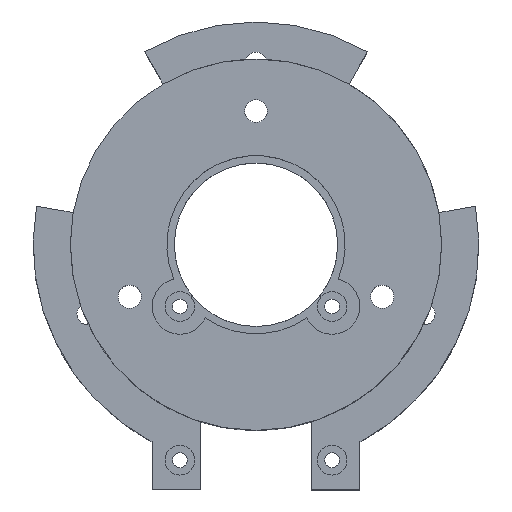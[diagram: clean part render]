
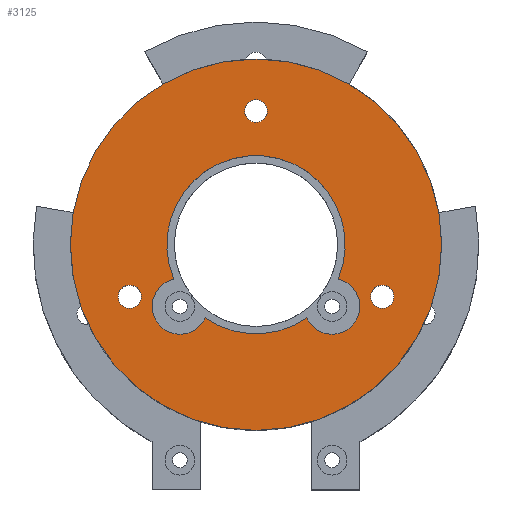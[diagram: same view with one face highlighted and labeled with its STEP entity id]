
A CAD part, top view. The second image highlights one B-rep face of the part: STEP entity #3125.
In plain terms, the highlighted planar face has unit normal (0, 0, 1).
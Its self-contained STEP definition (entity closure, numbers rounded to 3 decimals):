
#262=FACE_BOUND('',#1050,.T.);
#263=FACE_BOUND('',#1051,.T.);
#264=FACE_BOUND('',#1052,.T.);
#265=FACE_BOUND('',#1053,.T.);
#872=FACE_OUTER_BOUND('',#1049,.T.);
#1049=EDGE_LOOP('',(#2641));
#1050=EDGE_LOOP('',(#2642,#2643,#2644,#2645));
#1051=EDGE_LOOP('',(#2646));
#1052=EDGE_LOOP('',(#2647));
#1053=EDGE_LOOP('',(#2648));
#1149=CIRCLE('',#3211,25.);
#1170=CIRCLE('',#3266,3.75);
#1172=CIRCLE('',#3269,3.75);
#1175=CIRCLE('',#3273,12.);
#1176=CIRCLE('',#3275,12.);
#1177=CIRCLE('',#3276,1.55);
#1178=CIRCLE('',#3277,1.55);
#1179=CIRCLE('',#3278,1.55);
#1251=VERTEX_POINT('',#4085);
#1470=VERTEX_POINT('',#5831);
#1471=VERTEX_POINT('',#5832);
#1474=VERTEX_POINT('',#5840);
#1475=VERTEX_POINT('',#5841);
#1478=VERTEX_POINT('',#5853);
#1479=VERTEX_POINT('',#5855);
#1480=VERTEX_POINT('',#5857);
#1568=EDGE_CURVE('',#1251,#1251,#1149,.T.);
#1882=EDGE_CURVE('',#1470,#1471,#1170,.T.);
#1886=EDGE_CURVE('',#1474,#1475,#1172,.T.);
#1891=EDGE_CURVE('',#1471,#1474,#1175,.T.);
#1892=EDGE_CURVE('',#1475,#1470,#1176,.T.);
#1893=EDGE_CURVE('',#1478,#1478,#1177,.T.);
#1894=EDGE_CURVE('',#1479,#1479,#1178,.T.);
#1895=EDGE_CURVE('',#1480,#1480,#1179,.T.);
#2641=ORIENTED_EDGE('',*,*,#1568,.F.);
#2642=ORIENTED_EDGE('',*,*,#1882,.T.);
#2643=ORIENTED_EDGE('',*,*,#1891,.T.);
#2644=ORIENTED_EDGE('',*,*,#1886,.T.);
#2645=ORIENTED_EDGE('',*,*,#1892,.T.);
#2646=ORIENTED_EDGE('',*,*,#1893,.T.);
#2647=ORIENTED_EDGE('',*,*,#1894,.T.);
#2648=ORIENTED_EDGE('',*,*,#1895,.T.);
#2988=PLANE('',#3274);
#3125=ADVANCED_FACE('',(#872,#262,#263,#264,#265),#2988,.F.);
#3211=AXIS2_PLACEMENT_3D('',#4087,#3445,#3446);
#3266=AXIS2_PLACEMENT_3D('',#5833,#3716,#3717);
#3269=AXIS2_PLACEMENT_3D('',#5842,#3724,#3725);
#3273=AXIS2_PLACEMENT_3D('',#5850,#3734,#3735);
#3274=AXIS2_PLACEMENT_3D('',#5851,#3736,#3737);
#3275=AXIS2_PLACEMENT_3D('',#5852,#3738,#3739);
#3276=AXIS2_PLACEMENT_3D('',#5854,#3740,#3741);
#3277=AXIS2_PLACEMENT_3D('',#5856,#3742,#3743);
#3278=AXIS2_PLACEMENT_3D('',#5858,#3744,#3745);
#3445=DIRECTION('center_axis',(0.,0.,-1.));
#3446=DIRECTION('ref_axis',(-1.,0.,0.));
#3716=DIRECTION('center_axis',(0.,0.,-1.));
#3717=DIRECTION('ref_axis',(-1.,0.,0.));
#3724=DIRECTION('center_axis',(0.,0.,-1.));
#3725=DIRECTION('ref_axis',(-1.,0.,0.));
#3734=DIRECTION('center_axis',(0.,0.,-1.));
#3735=DIRECTION('ref_axis',(-1.,0.,0.));
#3736=DIRECTION('center_axis',(0.,0.,-1.));
#3737=DIRECTION('ref_axis',(-1.,0.,0.));
#3738=DIRECTION('center_axis',(0.,0.,-1.));
#3739=DIRECTION('ref_axis',(-1.,0.,0.));
#3740=DIRECTION('center_axis',(0.,0.,-1.));
#3741=DIRECTION('ref_axis',(1.,0.,0.));
#3742=DIRECTION('center_axis',(0.,0.,-1.));
#3743=DIRECTION('ref_axis',(1.,0.,0.));
#3744=DIRECTION('center_axis',(0.,0.,-1.));
#3745=DIRECTION('ref_axis',(1.,0.,0.));
#4085=CARTESIAN_POINT('',(25.,0.,-11.));
#4087=CARTESIAN_POINT('Origin',(0.,0.,-11.));
#5831=CARTESIAN_POINT('',(4.64,11.067,-11.));
#5832=CARTESIAN_POINT('',(9.86,6.84,-11.));
#5833=CARTESIAN_POINT('Origin',(8.3,10.25,-11.));
#5840=CARTESIAN_POINT('',(9.86,-6.84,-11.));
#5841=CARTESIAN_POINT('',(4.64,-11.067,-11.));
#5842=CARTESIAN_POINT('Origin',(8.3,-10.25,-11.));
#5850=CARTESIAN_POINT('Origin',(0.,0.,-11.));
#5851=CARTESIAN_POINT('Origin',(0.,0.,-11.));
#5852=CARTESIAN_POINT('Origin',(0.,0.,-11.));
#5853=CARTESIAN_POINT('',(5.45,-17.,-11.));
#5854=CARTESIAN_POINT('Origin',(7.,-17.,-11.));
#5855=CARTESIAN_POINT('',(5.45,17.,-11.));
#5856=CARTESIAN_POINT('Origin',(7.,17.,-11.));
#5857=CARTESIAN_POINT('',(-19.55,0.,-11.));
#5858=CARTESIAN_POINT('Origin',(-18.,0.,-11.));
